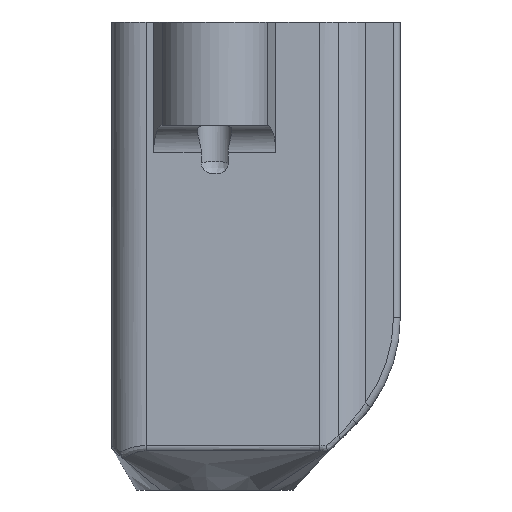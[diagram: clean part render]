
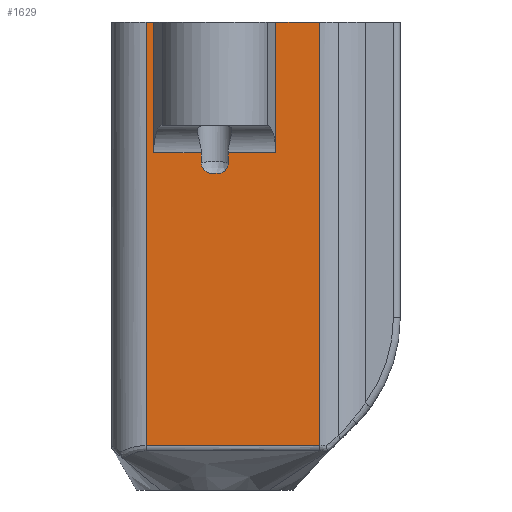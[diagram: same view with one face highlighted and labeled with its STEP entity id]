
A CAD part, left-side view. The second image highlights one B-rep face of the part: STEP entity #1629.
In plain terms, the highlighted planar face has unit normal (-1, 0, 0).
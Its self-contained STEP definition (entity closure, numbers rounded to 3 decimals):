
#138=PLANE('',#1751);
#165=FACE_OUTER_BOUND('',#264,.T.);
#264=EDGE_LOOP('',(#1113,#1114,#1115,#1116,#1117,#1118,#1119,#1120,#1121,
#1122,#1123,#1124,#1125,#1126));
#377=LINE('',#2233,#458);
#379=LINE('',#2246,#460);
#393=LINE('',#2385,#474);
#394=LINE('',#2402,#475);
#395=LINE('',#2418,#476);
#396=LINE('',#2420,#477);
#397=LINE('',#2422,#478);
#398=LINE('',#2424,#479);
#399=LINE('',#2432,#480);
#400=LINE('',#2434,#481);
#401=LINE('',#2435,#482);
#458=VECTOR('',#1869,10.);
#460=VECTOR('',#1883,10.);
#474=VECTOR('',#1917,10.);
#475=VECTOR('',#1918,10.);
#476=VECTOR('',#1919,10.);
#477=VECTOR('',#1920,10.);
#478=VECTOR('',#1921,10.);
#479=VECTOR('',#1922,10.);
#480=VECTOR('',#1923,10.);
#481=VECTOR('',#1924,10.);
#482=VECTOR('',#1925,10.);
#549=B_SPLINE_CURVE_WITH_KNOTS('',3,(#2387,#2388,#2389,#2390,#2391,#2392,
#2393,#2394,#2395,#2396,#2397,#2398,#2399,#2400),.UNSPECIFIED.,.F.,.F.,
(4,2,2,2,2,2,4),(-0.001,0.,0.015,0.029,
0.055,0.086,0.118),.UNSPECIFIED.);
#550=B_SPLINE_CURVE_WITH_KNOTS('',3,(#2404,#2405,#2406,#2407,#2408,#2409,
#2410,#2411,#2412,#2413,#2414,#2415,#2416,#2417),.UNSPECIFIED.,.F.,.F.,
(4,2,2,2,2,2,4),(0.,0.033,0.064,0.09,
0.104,0.119,0.12),.UNSPECIFIED.);
#551=B_SPLINE_CURVE_WITH_KNOTS('',3,(#2426,#2427,#2428,#2429,#2430),
 .UNSPECIFIED.,.F.,.F.,(4,1,4),(0.,0.54,1.26),
 .UNSPECIFIED.);
#644=VERTEX_POINT('',#2215);
#645=VERTEX_POINT('',#2232);
#648=VERTEX_POINT('',#2242);
#650=VERTEX_POINT('',#2245);
#672=VERTEX_POINT('',#2384);
#673=VERTEX_POINT('',#2386);
#674=VERTEX_POINT('',#2401);
#675=VERTEX_POINT('',#2403);
#676=VERTEX_POINT('',#2419);
#677=VERTEX_POINT('',#2421);
#678=VERTEX_POINT('',#2423);
#679=VERTEX_POINT('',#2425);
#680=VERTEX_POINT('',#2431);
#681=VERTEX_POINT('',#2433);
#809=EDGE_CURVE('',#644,#645,#377,.T.);
#815=EDGE_CURVE('',#648,#650,#379,.T.);
#843=EDGE_CURVE('',#644,#672,#393,.T.);
#844=EDGE_CURVE('',#673,#672,#549,.T.);
#845=EDGE_CURVE('',#673,#674,#394,.T.);
#846=EDGE_CURVE('',#674,#675,#550,.F.);
#847=EDGE_CURVE('',#675,#650,#395,.T.);
#848=EDGE_CURVE('',#648,#676,#396,.T.);
#849=EDGE_CURVE('',#677,#676,#397,.T.);
#850=EDGE_CURVE('',#678,#677,#398,.T.);
#851=EDGE_CURVE('',#679,#678,#551,.T.);
#852=EDGE_CURVE('',#680,#679,#399,.T.);
#853=EDGE_CURVE('',#681,#680,#400,.T.);
#854=EDGE_CURVE('',#681,#645,#401,.T.);
#1113=ORIENTED_EDGE('',*,*,#809,.F.);
#1114=ORIENTED_EDGE('',*,*,#843,.T.);
#1115=ORIENTED_EDGE('',*,*,#844,.F.);
#1116=ORIENTED_EDGE('',*,*,#845,.T.);
#1117=ORIENTED_EDGE('',*,*,#846,.T.);
#1118=ORIENTED_EDGE('',*,*,#847,.T.);
#1119=ORIENTED_EDGE('',*,*,#815,.F.);
#1120=ORIENTED_EDGE('',*,*,#848,.T.);
#1121=ORIENTED_EDGE('',*,*,#849,.F.);
#1122=ORIENTED_EDGE('',*,*,#850,.F.);
#1123=ORIENTED_EDGE('',*,*,#851,.F.);
#1124=ORIENTED_EDGE('',*,*,#852,.F.);
#1125=ORIENTED_EDGE('',*,*,#853,.F.);
#1126=ORIENTED_EDGE('',*,*,#854,.T.);
#1629=ADVANCED_FACE('',(#165),#138,.T.);
#1751=AXIS2_PLACEMENT_3D('',#2383,#1915,#1916);
#1869=DIRECTION('',(0.,-1.,0.));
#1883=DIRECTION('',(0.,-1.,0.));
#1915=DIRECTION('center_axis',(-1.,0.,0.));
#1916=DIRECTION('ref_axis',(0.,-1.,0.));
#1917=DIRECTION('',(0.,0.,-1.));
#1918=DIRECTION('',(0.,1.,0.));
#1919=DIRECTION('',(0.,0.,1.));
#1920=DIRECTION('',(0.,0.,1.));
#1921=DIRECTION('',(0.,-1.,0.));
#1922=DIRECTION('',(0.,0.,1.));
#1923=DIRECTION('',(0.,0.,-1.));
#1924=DIRECTION('',(0.,-1.,0.));
#1925=DIRECTION('',(0.,0.,-1.));
#2215=CARTESIAN_POINT('',(-8.227,-0.983,-11.5));
#2232=CARTESIAN_POINT('',(-8.227,-4.437,-11.5));
#2233=CARTESIAN_POINT('',(-8.227,3.741,-11.5));
#2242=CARTESIAN_POINT('',(-8.227,4.435,-11.5));
#2245=CARTESIAN_POINT('',(-8.227,0.981,-11.5));
#2246=CARTESIAN_POINT('',(-8.227,3.741,-11.5));
#2383=CARTESIAN_POINT('Origin',(-8.227,7.484,-33.));
#2384=CARTESIAN_POINT('',(-8.227,-0.984,-12.214));
#2385=CARTESIAN_POINT('',(-8.227,-0.983,-2.));
#2386=CARTESIAN_POINT('',(-8.227,-0.251,-13.));
#2387=CARTESIAN_POINT('Ctrl Pts',(-8.227,-0.251,
-13.));
#2388=CARTESIAN_POINT('Ctrl Pts',(-8.227,-0.253,
-13.));
#2389=CARTESIAN_POINT('Ctrl Pts',(-8.227,-0.255,
-13.));
#2390=CARTESIAN_POINT('Ctrl Pts',(-8.227,-0.306,
-12.999));
#2391=CARTESIAN_POINT('Ctrl Pts',(-8.227,-0.355,
-12.993));
#2392=CARTESIAN_POINT('Ctrl Pts',(-8.227,-0.447,
-12.972));
#2393=CARTESIAN_POINT('Ctrl Pts',(-8.227,-0.491,
-12.957));
#2394=CARTESIAN_POINT('Ctrl Pts',(-8.227,-0.613,
-12.901));
#2395=CARTESIAN_POINT('Ctrl Pts',(-8.227,-0.685,
-12.851));
#2396=CARTESIAN_POINT('Ctrl Pts',(-8.227,-0.821,
-12.716));
#2397=CARTESIAN_POINT('Ctrl Pts',(-8.227,-0.88,-12.629));
#2398=CARTESIAN_POINT('Ctrl Pts',(-8.227,-0.962,
-12.432));
#2399=CARTESIAN_POINT('Ctrl Pts',(-8.227,-0.983,
-12.324));
#2400=CARTESIAN_POINT('Ctrl Pts',(-8.227,-0.983,
-12.214));
#2401=CARTESIAN_POINT('',(-8.227,0.249,-13.));
#2402=CARTESIAN_POINT('',(-8.227,3.741,-13.));
#2403=CARTESIAN_POINT('',(-8.227,0.981,-12.214));
#2404=CARTESIAN_POINT('Ctrl Pts',(-8.227,0.981,-12.214));
#2405=CARTESIAN_POINT('Ctrl Pts',(-8.227,0.981,-12.324));
#2406=CARTESIAN_POINT('Ctrl Pts',(-8.227,0.96,-12.432));
#2407=CARTESIAN_POINT('Ctrl Pts',(-8.227,0.878,-12.629));
#2408=CARTESIAN_POINT('Ctrl Pts',(-8.227,0.819,-12.716));
#2409=CARTESIAN_POINT('Ctrl Pts',(-8.227,0.683,-12.851));
#2410=CARTESIAN_POINT('Ctrl Pts',(-8.227,0.611,-12.901));
#2411=CARTESIAN_POINT('Ctrl Pts',(-8.227,0.489,-12.957));
#2412=CARTESIAN_POINT('Ctrl Pts',(-8.227,0.445,-12.972));
#2413=CARTESIAN_POINT('Ctrl Pts',(-8.227,0.352,-12.993));
#2414=CARTESIAN_POINT('Ctrl Pts',(-8.227,0.304,-12.999));
#2415=CARTESIAN_POINT('Ctrl Pts',(-8.227,0.253,-13.));
#2416=CARTESIAN_POINT('Ctrl Pts',(-8.227,0.251,-13.));
#2417=CARTESIAN_POINT('Ctrl Pts',(-8.227,0.249,-13.));
#2418=CARTESIAN_POINT('',(-8.227,0.981,-2.));
#2419=CARTESIAN_POINT('',(-8.227,4.435,-2.));
#2420=CARTESIAN_POINT('',(-8.227,4.435,-17.5));
#2421=CARTESIAN_POINT('',(-8.227,4.984,-2.));
#2422=CARTESIAN_POINT('',(-8.227,2.242,-2.));
#2423=CARTESIAN_POINT('',(-8.227,4.984,-32.777));
#2424=CARTESIAN_POINT('',(-8.227,4.984,-33.));
#2425=CARTESIAN_POINT('',(-8.227,-7.617,-32.754));
#2426=CARTESIAN_POINT('Ctrl Pts',(-8.227,-7.617,-32.754));
#2427=CARTESIAN_POINT('Ctrl Pts',(-8.227,-5.817,-32.78));
#2428=CARTESIAN_POINT('Ctrl Pts',(-8.227,-1.617,-32.837));
#2429=CARTESIAN_POINT('Ctrl Pts',(-8.227,2.584,-32.808));
#2430=CARTESIAN_POINT('Ctrl Pts',(-8.227,4.984,-32.777));
#2431=CARTESIAN_POINT('',(-8.227,-7.617,-2.));
#2432=CARTESIAN_POINT('',(-8.227,-7.617,-33.));
#2433=CARTESIAN_POINT('',(-8.227,-4.437,-2.));
#2434=CARTESIAN_POINT('',(-8.227,2.242,-2.));
#2435=CARTESIAN_POINT('',(-8.227,-4.437,-17.5));
